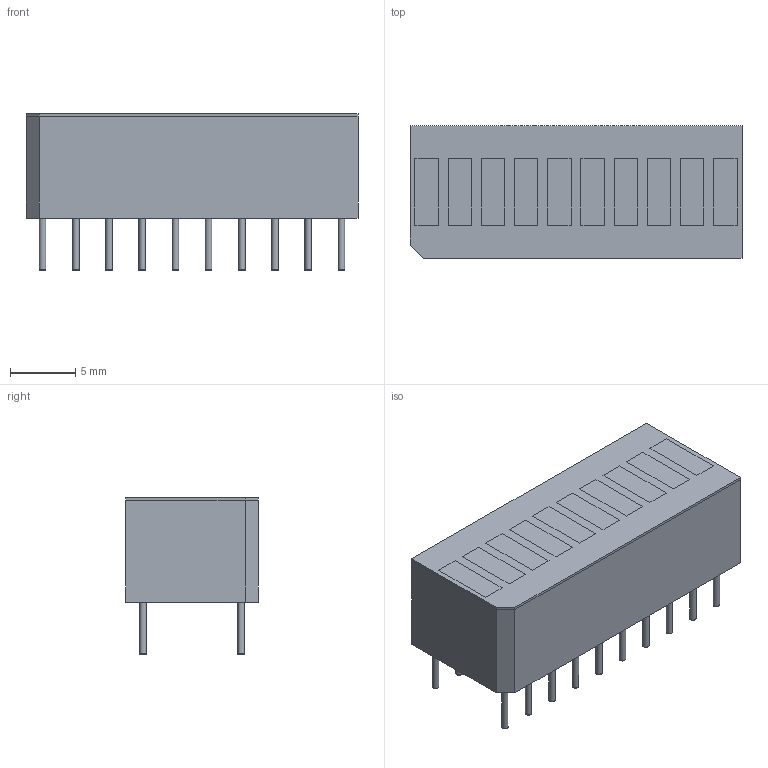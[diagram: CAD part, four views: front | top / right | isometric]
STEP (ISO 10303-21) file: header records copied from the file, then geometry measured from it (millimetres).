
FILE_DESCRIPTION(/* description */ (''),/* implementation_level */ '2;1');
FILE_NAME(/* name */ 'LED-Kingbright-10-Segment-Bar-Graph-Array.step',/* time_stamp */ '2023-10-29T13:04:00+01:00',/* author */ (''),/* organization */ (''),/* preprocessor_version */ 'ST-DEVELOPER v20',/* originating_system */ 'Autodesk Translation Framework v12.14.0.127',/* authorisation */ '');
FILE_SCHEMA (('AUTOMOTIVE_DESIGN { 1 0 10303 214 3 1 1 }'));
Length unit declared in the file: millimetre
Products named in the file (4): LED-Kingbright-10-Segment-Bar-Graph-Array; Body; LEDs; Leads
Assembly tree (3 placements, depth 2):
  LED-Kingbright-10-Segment-Bar-Graph-Array
    Body
    LEDs
    Leads
Bounding box: 25.4 x 10.16 x 12 mm (x, y, z)
Volume: 2052 mm3; surface area: 2129.7 mm2
Topology: 32 solids, 32 shells, 244 faces, 510 edges, 340 vertices
Faces by surface type: plane 204, torus 20, cylinder 20
Full cylindrical faces by diameter (mm): 0.5 x20
Entity records: 6620 total; most frequent: DIRECTION 1114, CARTESIAN_POINT 1102, ORIENTED_EDGE 1020, EDGE_CURVE 510, LINE 410, VECTOR 410, AXIS2_PLACEMENT_3D 352, VERTEX_POINT 340
